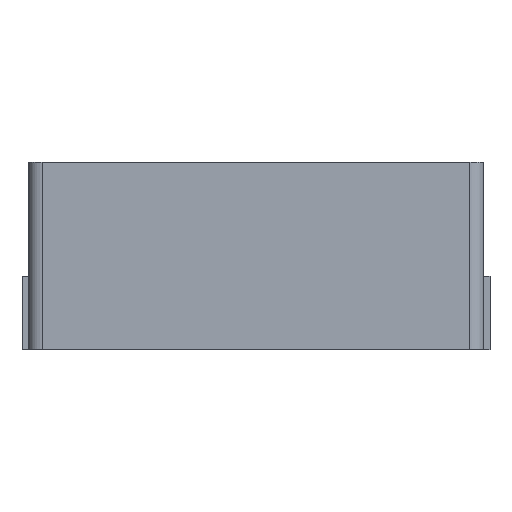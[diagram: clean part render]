
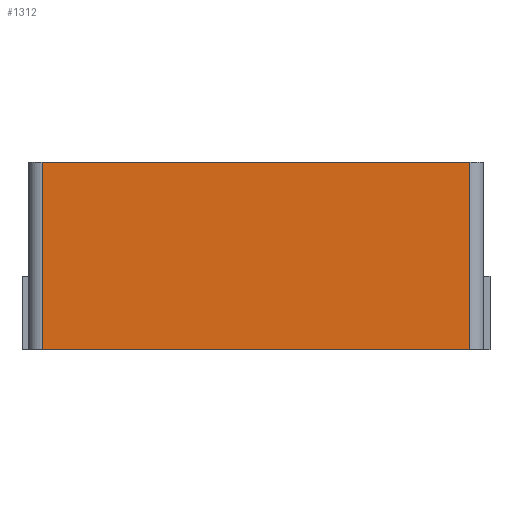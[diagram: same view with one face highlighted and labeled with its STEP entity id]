
A CAD part, front view. The second image highlights one B-rep face of the part: STEP entity #1312.
In plain terms, the highlighted planar face has unit normal (0, -1, 0).
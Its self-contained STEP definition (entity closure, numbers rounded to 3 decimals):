
#269 = FACE_OUTER_BOUND ( 'NONE', #3731, .T. ) ;
#634 = EDGE_CURVE ( 'NONE', #15071, #18982, #8932, .T. ) ;
#1312 = ADVANCED_FACE ( 'NONE', ( #269 ), #19238, .F. ) ;
#1820 = CARTESIAN_POINT ( 'NONE',  ( -3.2, -3.3, 0. ) ) ;
#2270 = VECTOR ( 'NONE', #14676, 1000. ) ;
#2890 = LINE ( 'NONE', #2993, #10356 ) ;
#2993 = CARTESIAN_POINT ( 'NONE',  ( -3.4, -3.3, 0. ) ) ;
#3138 = CARTESIAN_POINT ( 'NONE',  ( -3.2, -3.3, 2.8 ) ) ;
#3377 = VERTEX_POINT ( 'NONE', #17985 ) ;
#3731 = EDGE_LOOP ( 'NONE', ( #16093, #17604, #13850, #20105 ) ) ;
#4708 = EDGE_CURVE ( 'NONE', #9665, #15071, #2890, .T. ) ;
#5171 = EDGE_CURVE ( 'NONE', #3377, #9665, #6455, .T. ) ;
#6040 = CARTESIAN_POINT ( 'NONE',  ( 3.2, -3.3, 0. ) ) ;
#6455 = LINE ( 'NONE', #3138, #8771 ) ;
#8375 = DIRECTION ( 'NONE',  ( 0., 0., 1. ) ) ;
#8771 = VECTOR ( 'NONE', #11317, 1000. ) ;
#8932 = LINE ( 'NONE', #12187, #2270 ) ;
#9665 = VERTEX_POINT ( 'NONE', #1820 ) ;
#10356 = VECTOR ( 'NONE', #10883, 1000. ) ;
#10883 = DIRECTION ( 'NONE',  ( 1., 0., 0. ) ) ;
#11317 = DIRECTION ( 'NONE',  ( 0., 0., -1. ) ) ;
#11882 = CARTESIAN_POINT ( 'NONE',  ( -3.4, -3.3, 2.8 ) ) ;
#12187 = CARTESIAN_POINT ( 'NONE',  ( 3.2, -3.3, 2.8 ) ) ;
#12661 = VECTOR ( 'NONE', #18126, 1000. ) ;
#13474 = DIRECTION ( 'NONE',  ( 0., 1., 0. ) ) ;
#13850 = ORIENTED_EDGE ( 'NONE', *, *, #4708, .T. ) ;
#14676 = DIRECTION ( 'NONE',  ( 0., 0., 1. ) ) ;
#15071 = VERTEX_POINT ( 'NONE', #6040 ) ;
#16093 = ORIENTED_EDGE ( 'NONE', *, *, #19883, .F. ) ;
#16361 = CARTESIAN_POINT ( 'NONE',  ( -3.4, -3.3, 2.8 ) ) ;
#16484 = LINE ( 'NONE', #11882, #12661 ) ;
#17604 = ORIENTED_EDGE ( 'NONE', *, *, #5171, .T. ) ;
#17985 = CARTESIAN_POINT ( 'NONE',  ( -3.2, -3.3, 2.8 ) ) ;
#18126 = DIRECTION ( 'NONE',  ( 1., 0., 0. ) ) ;
#18982 = VERTEX_POINT ( 'NONE', #19195 ) ;
#19195 = CARTESIAN_POINT ( 'NONE',  ( 3.2, -3.3, 2.8 ) ) ;
#19238 = PLANE ( 'NONE',  #20270 ) ;
#19883 = EDGE_CURVE ( 'NONE', #3377, #18982, #16484, .T. ) ;
#20105 = ORIENTED_EDGE ( 'NONE', *, *, #634, .T. ) ;
#20270 = AXIS2_PLACEMENT_3D ( 'NONE', #16361, #13474, #8375 ) ;
